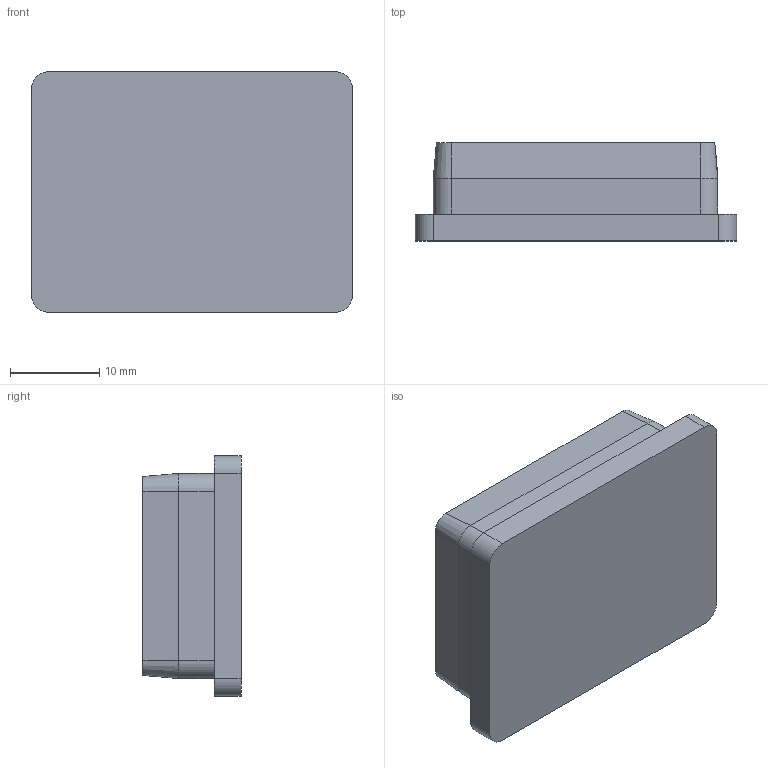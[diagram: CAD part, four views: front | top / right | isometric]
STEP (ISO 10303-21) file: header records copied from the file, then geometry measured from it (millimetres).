
FILE_DESCRIPTION (( 'STEP AP203' ), '1' );
FILE_NAME ('temperatura_ohisje.STEP', '2025-07-29T13:01:54', ( '' ), ( '' ), 'SwSTEP 2.0', 'SolidWorks 2025', '' );
FILE_SCHEMA (( 'CONFIG_CONTROL_DESIGN' ));
Length unit declared in the file: millimetre
Products named in the file (1): temperatura_ohisje
Bounding box: 36 x 11 x 27 mm (x, y, z)
Volume: 4006.3 mm3; surface area: 3646.2 mm2
Topology: 1 solids, 1 shells, 54 faces, 130 edges, 82 vertices
Faces by surface type: plane 26, cylinder 20, cone 8
Entity records: 1647 total; most frequent: DIRECTION 288, CARTESIAN_POINT 267, ORIENTED_EDGE 260, EDGE_CURVE 130, AXIS2_PLACEMENT_3D 103, VECTOR 82, VERTEX_POINT 82, LINE 82
